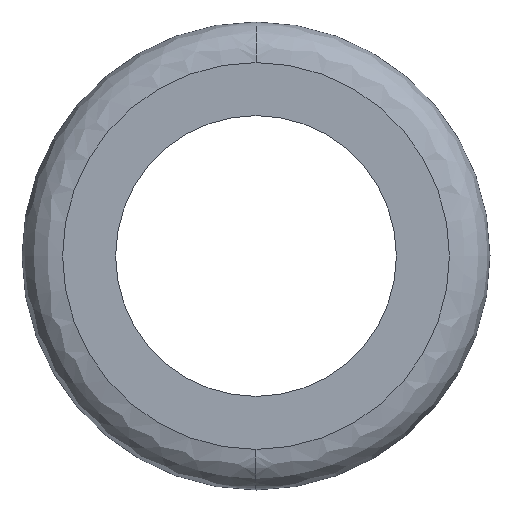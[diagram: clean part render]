
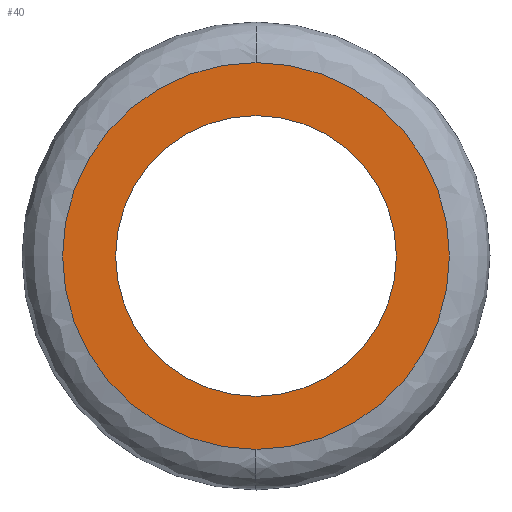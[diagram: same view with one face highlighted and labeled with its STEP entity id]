
A CAD part, front view. The second image highlights one B-rep face of the part: STEP entity #40.
In plain terms, the highlighted planar face has unit normal (0, -1, 0).
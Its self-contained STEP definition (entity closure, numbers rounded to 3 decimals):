
#40=ADVANCED_FACE('',(#53,#54),#52,.F.);
#52=PLANE('',#179);
#53=FACE_OUTER_BOUND('',#180,.T.);
#54=FACE_BOUND('',#181,.T.);
#176=CARTESIAN_POINT('',(-63.694,0.,-40.3));
#177=DIRECTION('',(0.,1.,0.));
#178=DIRECTION('',(0.,0.,1.));
#179=AXIS2_PLACEMENT_3D('',#176,#177,#178);
#180=EDGE_LOOP('',(#324,#325));
#181=EDGE_LOOP('',(#326,#327));
#324=ORIENTED_EDGE('',*,*,#372,.T.);
#325=ORIENTED_EDGE('',*,*,#373,.T.);
#326=ORIENTED_EDGE('',*,*,#374,.F.);
#327=ORIENTED_EDGE('',*,*,#375,.F.);
#372=EDGE_CURVE('',#396,#397,#398,.T.);
#373=EDGE_CURVE('',#397,#396,#404,.T.);
#374=EDGE_CURVE('',#410,#411,#412,.T.);
#375=EDGE_CURVE('',#411,#410,#418,.T.);
#396=VERTEX_POINT('',#556);
#397=VERTEX_POINT('',#557);
#398=CIRCLE('',#561,31.);
#404=CIRCLE('',#565,31.);
#410=VERTEX_POINT('',#566);
#411=VERTEX_POINT('',#567);
#412=CIRCLE('',#571,22.5);
#418=CIRCLE('',#575,22.5);
#556=CARTESIAN_POINT('',(0.,0.,-31.));
#557=CARTESIAN_POINT('',(0.,0.,31.));
#558=CARTESIAN_POINT('',(0.,0.,0.));
#559=DIRECTION('',(0.,-1.,0.));
#560=DIRECTION('',(0.,0.,-1.));
#561=AXIS2_PLACEMENT_3D('',#558,#559,#560);
#562=CARTESIAN_POINT('',(0.,0.,0.));
#563=DIRECTION('',(0.,-1.,0.));
#564=DIRECTION('',(0.,0.,-1.));
#565=AXIS2_PLACEMENT_3D('',#562,#563,#564);
#566=CARTESIAN_POINT('',(0.,0.,-22.5));
#567=CARTESIAN_POINT('',(0.,0.,22.5));
#568=CARTESIAN_POINT('',(0.,0.,0.));
#569=DIRECTION('',(0.,-1.,0.));
#570=DIRECTION('',(0.,0.,1.));
#571=AXIS2_PLACEMENT_3D('',#568,#569,#570);
#572=CARTESIAN_POINT('',(0.,0.,0.));
#573=DIRECTION('',(0.,-1.,0.));
#574=DIRECTION('',(0.,0.,1.));
#575=AXIS2_PLACEMENT_3D('',#572,#573,#574);
